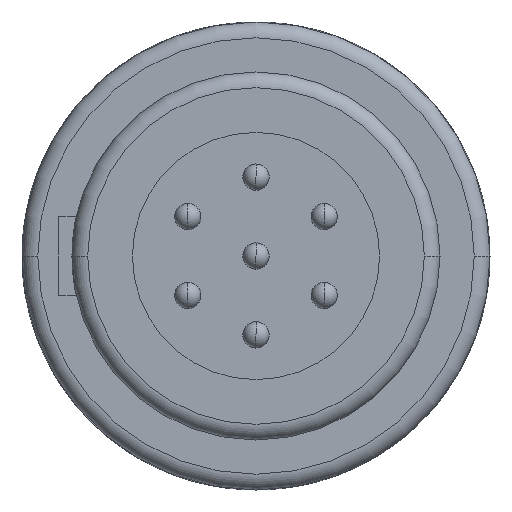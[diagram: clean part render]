
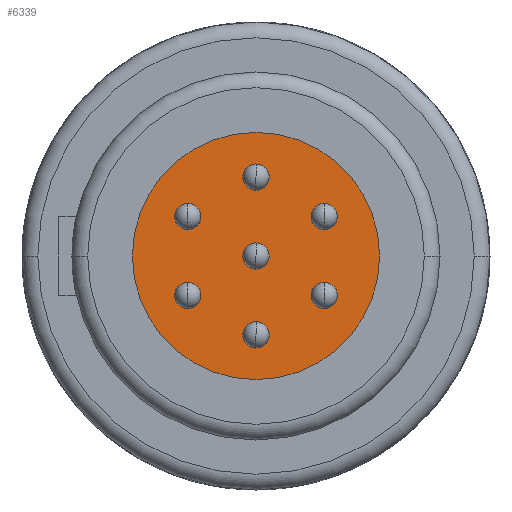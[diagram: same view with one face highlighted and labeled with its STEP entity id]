
A CAD part, left-side view. The second image highlights one B-rep face of the part: STEP entity #6339.
In plain terms, the highlighted planar face has unit normal (-1, 0, 0).
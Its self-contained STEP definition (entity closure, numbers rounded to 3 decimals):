
#2335=CARTESIAN_POINT('',(-2.4,0.,0.));
#2336=DIRECTION('',(-1.,0.,0.));
#2337=DIRECTION('',(0.,1.,0.));
#2338=AXIS2_PLACEMENT_3D('',#2335,#2336,#2337);
#2559=CARTESIAN_POINT('',(-2.4,0.,0.));
#2560=DIRECTION('',(-1.,0.,0.));
#2561=DIRECTION('',(0.,-1.,0.));
#2562=AXIS2_PLACEMENT_3D('',#2559,#2560,#2561);
#2569=CARTESIAN_POINT('',(-2.4,0.,0.));
#2570=DIRECTION('',(-1.,0.,0.));
#2571=DIRECTION('',(0.,0.,1.));
#2572=AXIS2_PLACEMENT_3D('',#2569,#2570,#2571);
#2574=CARTESIAN_POINT('',(-2.4,0.,0.));
#2575=DIRECTION('',(-1.,0.,0.));
#2576=DIRECTION('',(0.,0.,-1.));
#2577=AXIS2_PLACEMENT_3D('',#2574,#2575,#2576);
#2579=CARTESIAN_POINT('',(-2.4,0.,-1.5));
#2580=DIRECTION('',(-1.,0.,0.));
#2581=DIRECTION('',(0.,0.,1.));
#2582=AXIS2_PLACEMENT_3D('',#2579,#2580,#2581);
#2584=CARTESIAN_POINT('',(-2.4,0.,-1.5));
#2585=DIRECTION('',(-1.,0.,0.));
#2586=DIRECTION('',(0.,0.,-1.));
#2587=AXIS2_PLACEMENT_3D('',#2584,#2585,#2586);
#2589=CARTESIAN_POINT('',(-2.4,1.299,0.75));
#2590=DIRECTION('',(-1.,0.,0.));
#2591=DIRECTION('',(0.,0.,1.));
#2592=AXIS2_PLACEMENT_3D('',#2589,#2590,#2591);
#2594=CARTESIAN_POINT('',(-2.4,1.299,0.75));
#2595=DIRECTION('',(-1.,0.,0.));
#2596=DIRECTION('',(0.,0.,-1.));
#2597=AXIS2_PLACEMENT_3D('',#2594,#2595,#2596);
#2599=CARTESIAN_POINT('',(-2.4,1.299,-0.75));
#2600=DIRECTION('',(-1.,0.,0.));
#2601=DIRECTION('',(0.,0.,1.));
#2602=AXIS2_PLACEMENT_3D('',#2599,#2600,#2601);
#2604=CARTESIAN_POINT('',(-2.4,1.299,-0.75));
#2605=DIRECTION('',(-1.,0.,0.));
#2606=DIRECTION('',(0.,0.,-1.));
#2607=AXIS2_PLACEMENT_3D('',#2604,#2605,#2606);
#2609=CARTESIAN_POINT('',(-2.4,-1.299,-0.75));
#2610=DIRECTION('',(-1.,0.,0.));
#2611=DIRECTION('',(0.,0.,1.));
#2612=AXIS2_PLACEMENT_3D('',#2609,#2610,#2611);
#2614=CARTESIAN_POINT('',(-2.4,-1.299,-0.75));
#2615=DIRECTION('',(-1.,0.,0.));
#2616=DIRECTION('',(0.,0.,-1.));
#2617=AXIS2_PLACEMENT_3D('',#2614,#2615,#2616);
#2619=CARTESIAN_POINT('',(-2.4,0.,1.5));
#2620=DIRECTION('',(-1.,0.,0.));
#2621=DIRECTION('',(0.,0.,1.));
#2622=AXIS2_PLACEMENT_3D('',#2619,#2620,#2621);
#2624=CARTESIAN_POINT('',(-2.4,0.,1.5));
#2625=DIRECTION('',(-1.,0.,0.));
#2626=DIRECTION('',(0.,0.,-1.));
#2627=AXIS2_PLACEMENT_3D('',#2624,#2625,#2626);
#2629=CARTESIAN_POINT('',(-2.4,-1.299,0.75));
#2630=DIRECTION('',(-1.,0.,0.));
#2631=DIRECTION('',(0.,0.,1.));
#2632=AXIS2_PLACEMENT_3D('',#2629,#2630,#2631);
#2634=CARTESIAN_POINT('',(-2.4,-1.299,0.75));
#2635=DIRECTION('',(-1.,0.,0.));
#2636=DIRECTION('',(0.,0.,-1.));
#2637=AXIS2_PLACEMENT_3D('',#2634,#2635,#2636);
#4228=CARTESIAN_POINT('',(-2.4,-2.35,0.));
#4229=CARTESIAN_POINT('',(-2.4,2.35,0.));
#4230=VERTEX_POINT('',#4228);
#4231=VERTEX_POINT('',#4229);
#4438=CARTESIAN_POINT('',(-2.4,0.,0.25));
#4439=CARTESIAN_POINT('',(-2.4,0.,-0.25));
#4440=VERTEX_POINT('',#4438);
#4441=VERTEX_POINT('',#4439);
#4442=CARTESIAN_POINT('',(-2.4,0.,-1.25));
#4443=CARTESIAN_POINT('',(-2.4,0.,-1.75));
#4444=VERTEX_POINT('',#4442);
#4445=VERTEX_POINT('',#4443);
#4446=CARTESIAN_POINT('',(-2.4,1.299,1.));
#4447=CARTESIAN_POINT('',(-2.4,1.299,0.5));
#4448=VERTEX_POINT('',#4446);
#4449=VERTEX_POINT('',#4447);
#4450=CARTESIAN_POINT('',(-2.4,1.299,-0.5));
#4451=CARTESIAN_POINT('',(-2.4,1.299,-1.));
#4452=VERTEX_POINT('',#4450);
#4453=VERTEX_POINT('',#4451);
#4454=CARTESIAN_POINT('',(-2.4,-1.299,-0.5));
#4455=CARTESIAN_POINT('',(-2.4,-1.299,-1.));
#4456=VERTEX_POINT('',#4454);
#4457=VERTEX_POINT('',#4455);
#4458=CARTESIAN_POINT('',(-2.4,0.,1.75));
#4459=CARTESIAN_POINT('',(-2.4,0.,1.25));
#4460=VERTEX_POINT('',#4458);
#4461=VERTEX_POINT('',#4459);
#4462=CARTESIAN_POINT('',(-2.4,-1.299,1.));
#4463=CARTESIAN_POINT('',(-2.4,-1.299,0.5));
#4464=VERTEX_POINT('',#4462);
#4465=VERTEX_POINT('',#4463);
#6288=CARTESIAN_POINT('',(-2.4,0.,0.));
#6289=DIRECTION('',(1.,0.,0.));
#6290=DIRECTION('',(0.,0.,-1.));
#6291=AXIS2_PLACEMENT_3D('',#6288,#6289,#6290);
#6292=PLANE('',#6291);
#6293=ORIENTED_EDGE('',*,*,#6279,.F.);
#6294=ORIENTED_EDGE('',*,*,#6088,.F.);
#6295=EDGE_LOOP('',(#6293,#6294));
#6296=FACE_OUTER_BOUND('',#6295,.F.);
#6298=ORIENTED_EDGE('',*,*,#6297,.T.);
#6300=ORIENTED_EDGE('',*,*,#6299,.T.);
#6301=EDGE_LOOP('',(#6298,#6300));
#6302=FACE_BOUND('',#6301,.F.);
#6304=ORIENTED_EDGE('',*,*,#6303,.T.);
#6306=ORIENTED_EDGE('',*,*,#6305,.T.);
#6307=EDGE_LOOP('',(#6304,#6306));
#6308=FACE_BOUND('',#6307,.F.);
#6310=ORIENTED_EDGE('',*,*,#6309,.T.);
#6312=ORIENTED_EDGE('',*,*,#6311,.T.);
#6313=EDGE_LOOP('',(#6310,#6312));
#6314=FACE_BOUND('',#6313,.F.);
#6316=ORIENTED_EDGE('',*,*,#6315,.T.);
#6318=ORIENTED_EDGE('',*,*,#6317,.T.);
#6319=EDGE_LOOP('',(#6316,#6318));
#6320=FACE_BOUND('',#6319,.F.);
#6322=ORIENTED_EDGE('',*,*,#6321,.T.);
#6324=ORIENTED_EDGE('',*,*,#6323,.T.);
#6325=EDGE_LOOP('',(#6322,#6324));
#6326=FACE_BOUND('',#6325,.F.);
#6328=ORIENTED_EDGE('',*,*,#6327,.T.);
#6330=ORIENTED_EDGE('',*,*,#6329,.T.);
#6331=EDGE_LOOP('',(#6328,#6330));
#6332=FACE_BOUND('',#6331,.F.);
#6334=ORIENTED_EDGE('',*,*,#6333,.T.);
#6336=ORIENTED_EDGE('',*,*,#6335,.T.);
#6337=EDGE_LOOP('',(#6334,#6336));
#6338=FACE_BOUND('',#6337,.F.);
#6339=ADVANCED_FACE('',(#6296,#6302,#6308,#6314,#6320,#6326,#6332,#6338),#6292,
.F.);
#2339=CIRCLE('',#2338,2.35);
#2563=CIRCLE('',#2562,2.35);
#2573=CIRCLE('',#2572,0.25);
#2578=CIRCLE('',#2577,0.25);
#2583=CIRCLE('',#2582,0.25);
#2588=CIRCLE('',#2587,0.25);
#2593=CIRCLE('',#2592,0.25);
#2598=CIRCLE('',#2597,0.25);
#2603=CIRCLE('',#2602,0.25);
#2608=CIRCLE('',#2607,0.25);
#2613=CIRCLE('',#2612,0.25);
#2618=CIRCLE('',#2617,0.25);
#2623=CIRCLE('',#2622,0.25);
#2628=CIRCLE('',#2627,0.25);
#2633=CIRCLE('',#2632,0.25);
#2638=CIRCLE('',#2637,0.25);
#6088=EDGE_CURVE('',#4231,#4230,#2339,.T.);
#6279=EDGE_CURVE('',#4230,#4231,#2563,.T.);
#6297=EDGE_CURVE('',#4440,#4441,#2573,.T.);
#6299=EDGE_CURVE('',#4441,#4440,#2578,.T.);
#6303=EDGE_CURVE('',#4444,#4445,#2583,.T.);
#6305=EDGE_CURVE('',#4445,#4444,#2588,.T.);
#6309=EDGE_CURVE('',#4448,#4449,#2593,.T.);
#6311=EDGE_CURVE('',#4449,#4448,#2598,.T.);
#6315=EDGE_CURVE('',#4452,#4453,#2603,.T.);
#6317=EDGE_CURVE('',#4453,#4452,#2608,.T.);
#6321=EDGE_CURVE('',#4456,#4457,#2613,.T.);
#6323=EDGE_CURVE('',#4457,#4456,#2618,.T.);
#6327=EDGE_CURVE('',#4460,#4461,#2623,.T.);
#6329=EDGE_CURVE('',#4461,#4460,#2628,.T.);
#6333=EDGE_CURVE('',#4464,#4465,#2633,.T.);
#6335=EDGE_CURVE('',#4465,#4464,#2638,.T.);
